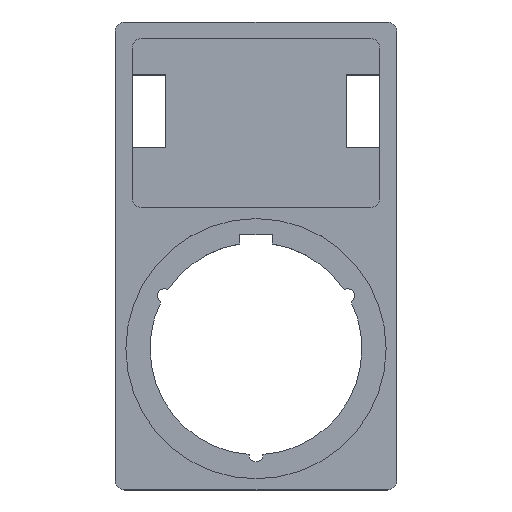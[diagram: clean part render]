
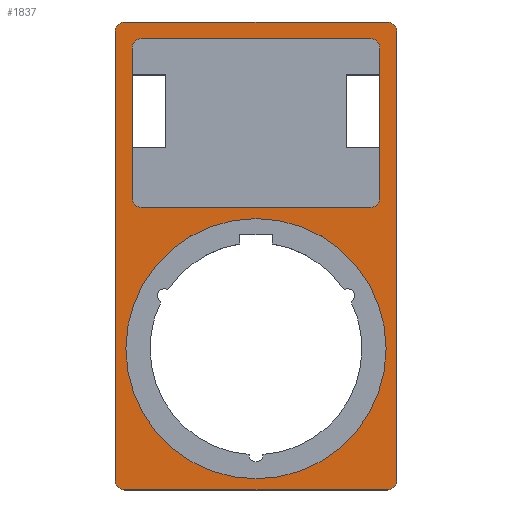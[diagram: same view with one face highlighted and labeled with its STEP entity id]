
A CAD part, top view. The second image highlights one B-rep face of the part: STEP entity #1837.
In plain terms, the highlighted planar face has unit normal (0, 0, 1).
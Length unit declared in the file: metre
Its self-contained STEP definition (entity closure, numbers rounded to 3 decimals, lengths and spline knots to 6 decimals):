
#728=CARTESIAN_POINT('',(0.,-0.009975,0.00312));
#729=DIRECTION('',(0.,0.,-1.));
#730=DIRECTION('',(1.,0.,0.));
#731=AXIS2_PLACEMENT_3D('',#728,#729,#730);
#736=CARTESIAN_POINT('',(0.,-0.009975,0.00312));
#737=DIRECTION('',(0.,0.,-1.));
#738=DIRECTION('',(-1.,0.,0.));
#739=AXIS2_PLACEMENT_3D('',#736,#737,#738);
#744=CARTESIAN_POINT('',(0.012325,0.022375,0.00312));
#745=DIRECTION('',(0.,0.,-1.));
#746=DIRECTION('',(0.,1.,0.));
#747=AXIS2_PLACEMENT_3D('',#744,#745,#746);
#752=DIRECTION('',(1.,0.,0.));
#753=VECTOR('',#752,0.02465);
#754=CARTESIAN_POINT('',(-0.012325,0.023375,0.00312));
#755=LINE('',#754,#753);
#759=CARTESIAN_POINT('',(-0.012325,0.022375,0.00312));
#760=DIRECTION('',(0.,0.,-1.));
#761=DIRECTION('',(-1.,0.,0.));
#762=AXIS2_PLACEMENT_3D('',#759,#760,#761);
#767=DIRECTION('',(0.,1.,0.));
#768=VECTOR('',#767,0.01615);
#769=CARTESIAN_POINT('',(-0.013325,0.006225,0.00312));
#770=LINE('',#769,#768);
#774=CARTESIAN_POINT('',(-0.012325,0.006225,0.00312));
#775=DIRECTION('',(0.,0.,-1.));
#776=DIRECTION('',(0.,-1.,0.));
#777=AXIS2_PLACEMENT_3D('',#774,#775,#776);
#782=DIRECTION('',(-1.,0.,0.));
#783=VECTOR('',#782,0.02465);
#784=CARTESIAN_POINT('',(0.012325,0.005225,0.00312));
#785=LINE('',#784,#783);
#789=CARTESIAN_POINT('',(0.012325,0.006225,0.00312));
#790=DIRECTION('',(0.,0.,-1.));
#791=DIRECTION('',(1.,0.,0.));
#792=AXIS2_PLACEMENT_3D('',#789,#790,#791);
#797=DIRECTION('',(0.,-1.,0.));
#798=VECTOR('',#797,0.01615);
#799=CARTESIAN_POINT('',(0.013325,0.022375,0.00312));
#800=LINE('',#799,#798);
#804=CARTESIAN_POINT('',(-0.014125,0.024175,0.00312));
#805=DIRECTION('',(0.,0.,1.));
#806=DIRECTION('',(0.,1.,0.));
#807=AXIS2_PLACEMENT_3D('',#804,#805,#806);
#812=DIRECTION('',(-1.,0.,0.));
#813=VECTOR('',#812,0.02825);
#814=CARTESIAN_POINT('',(0.014125,0.025175,0.00312));
#815=LINE('',#814,#813);
#819=CARTESIAN_POINT('',(0.014125,0.024175,0.00312));
#820=DIRECTION('',(0.,0.,1.));
#821=DIRECTION('',(1.,0.,0.));
#822=AXIS2_PLACEMENT_3D('',#819,#820,#821);
#827=DIRECTION('',(0.,1.,0.));
#828=VECTOR('',#827,0.04835);
#829=CARTESIAN_POINT('',(0.015125,-0.024175,0.00312));
#830=LINE('',#829,#828);
#834=CARTESIAN_POINT('',(0.014125,-0.024175,0.00312));
#835=DIRECTION('',(0.,0.,1.));
#836=DIRECTION('',(0.,-1.,0.));
#837=AXIS2_PLACEMENT_3D('',#834,#835,#836);
#842=DIRECTION('',(1.,0.,0.));
#843=VECTOR('',#842,0.02825);
#844=CARTESIAN_POINT('',(-0.014125,-0.025175,0.00312));
#845=LINE('',#844,#843);
#849=CARTESIAN_POINT('',(-0.014125,-0.024175,0.00312));
#850=DIRECTION('',(0.,0.,1.));
#851=DIRECTION('',(-1.,0.,0.));
#852=AXIS2_PLACEMENT_3D('',#849,#850,#851);
#857=DIRECTION('',(0.,-1.,0.));
#858=VECTOR('',#857,0.04835);
#859=CARTESIAN_POINT('',(-0.015125,0.024175,0.00312));
#860=LINE('',#859,#858);
#1264=CARTESIAN_POINT('',(0.013325,0.022375,0.00312));
#1265=CARTESIAN_POINT('',(0.013325,0.006225,0.00312));
#1266=VERTEX_POINT('',#1264);
#1267=VERTEX_POINT('',#1265);
#1268=CARTESIAN_POINT('',(-0.013325,0.006225,0.00312));
#1269=CARTESIAN_POINT('',(-0.013325,0.022375,0.00312));
#1270=VERTEX_POINT('',#1268);
#1271=VERTEX_POINT('',#1269);
#1288=CARTESIAN_POINT('',(-0.014125,0.025175,0.00312));
#1289=CARTESIAN_POINT('',(-0.015125,0.024175,0.00312));
#1290=VERTEX_POINT('',#1288);
#1291=VERTEX_POINT('',#1289);
#1292=CARTESIAN_POINT('',(-0.015125,-0.024175,0.00312));
#1293=VERTEX_POINT('',#1292);
#1294=CARTESIAN_POINT('',(-0.014125,-0.025175,0.00312));
#1295=VERTEX_POINT('',#1294);
#1296=CARTESIAN_POINT('',(0.014125,-0.025175,0.00312));
#1297=VERTEX_POINT('',#1296);
#1298=CARTESIAN_POINT('',(0.015125,-0.024175,0.00312));
#1299=VERTEX_POINT('',#1298);
#1300=CARTESIAN_POINT('',(0.015125,0.024175,0.00312));
#1301=VERTEX_POINT('',#1300);
#1302=CARTESIAN_POINT('',(0.014125,0.025175,0.00312));
#1303=VERTEX_POINT('',#1302);
#1354=CARTESIAN_POINT('',(0.012325,0.023375,0.00312));
#1355=VERTEX_POINT('',#1354);
#1358=CARTESIAN_POINT('',(-0.012325,0.023375,0.00312));
#1359=VERTEX_POINT('',#1358);
#1360=CARTESIAN_POINT('',(0.012325,0.005225,0.00312));
#1361=VERTEX_POINT('',#1360);
#1366=CARTESIAN_POINT('',(-0.012325,0.005225,0.00312));
#1367=VERTEX_POINT('',#1366);
#1393=CARTESIAN_POINT('',(-0.014,-0.009975,0.00312));
#1395=VERTEX_POINT('',#1393);
#1397=CARTESIAN_POINT('',(0.014,-0.009975,0.00312));
#1399=VERTEX_POINT('',#1397);
#1792=CARTESIAN_POINT('',(-0.014125,0.024175,0.00312));
#1793=DIRECTION('',(0.,0.,1.));
#1794=DIRECTION('',(1.,0.,0.));
#1795=AXIS2_PLACEMENT_3D('',#1792,#1793,#1794);
#1796=PLANE('',#1795);
#1798=ORIENTED_EDGE('',*,*,#1797,.F.);
#1800=ORIENTED_EDGE('',*,*,#1799,.F.);
#1802=ORIENTED_EDGE('',*,*,#1801,.F.);
#1804=ORIENTED_EDGE('',*,*,#1803,.F.);
#1806=ORIENTED_EDGE('',*,*,#1805,.F.);
#1808=ORIENTED_EDGE('',*,*,#1807,.F.);
#1810=ORIENTED_EDGE('',*,*,#1809,.F.);
#1812=ORIENTED_EDGE('',*,*,#1811,.F.);
#1813=EDGE_LOOP('',(#1798,#1800,#1802,#1804,#1806,#1808,#1810,#1812));
#1814=FACE_OUTER_BOUND('',#1813,.F.);
#1816=ORIENTED_EDGE('',*,*,#1815,.F.);
#1818=ORIENTED_EDGE('',*,*,#1817,.F.);
#1820=ORIENTED_EDGE('',*,*,#1819,.F.);
#1822=ORIENTED_EDGE('',*,*,#1821,.F.);
#1824=ORIENTED_EDGE('',*,*,#1823,.F.);
#1826=ORIENTED_EDGE('',*,*,#1825,.F.);
#1828=ORIENTED_EDGE('',*,*,#1827,.F.);
#1830=ORIENTED_EDGE('',*,*,#1829,.F.);
#1831=EDGE_LOOP('',(#1816,#1818,#1820,#1822,#1824,#1826,#1828,#1830));
#1832=FACE_BOUND('',#1831,.F.);
#1833=ORIENTED_EDGE('',*,*,#1779,.F.);
#1834=ORIENTED_EDGE('',*,*,#1758,.F.);
#1835=EDGE_LOOP('',(#1833,#1834));
#1836=FACE_BOUND('',#1835,.F.);
#732=CIRCLE('',#731,0.014);
#740=CIRCLE('',#739,0.014);
#748=CIRCLE('',#747,0.001);
#763=CIRCLE('',#762,0.001);
#778=CIRCLE('',#777,0.001);
#793=CIRCLE('',#792,0.001);
#808=CIRCLE('',#807,0.001);
#823=CIRCLE('',#822,0.001);
#838=CIRCLE('',#837,0.001);
#853=CIRCLE('',#852,0.001);
#1758=EDGE_CURVE('',#1395,#1399,#740,.T.);
#1779=EDGE_CURVE('',#1399,#1395,#732,.T.);
#1797=EDGE_CURVE('',#1290,#1291,#808,.T.);
#1799=EDGE_CURVE('',#1303,#1290,#815,.T.);
#1801=EDGE_CURVE('',#1301,#1303,#823,.T.);
#1803=EDGE_CURVE('',#1299,#1301,#830,.T.);
#1805=EDGE_CURVE('',#1297,#1299,#838,.T.);
#1807=EDGE_CURVE('',#1295,#1297,#845,.T.);
#1809=EDGE_CURVE('',#1293,#1295,#853,.T.);
#1811=EDGE_CURVE('',#1291,#1293,#860,.T.);
#1815=EDGE_CURVE('',#1355,#1266,#748,.T.);
#1817=EDGE_CURVE('',#1359,#1355,#755,.T.);
#1819=EDGE_CURVE('',#1271,#1359,#763,.T.);
#1821=EDGE_CURVE('',#1270,#1271,#770,.T.);
#1823=EDGE_CURVE('',#1367,#1270,#778,.T.);
#1825=EDGE_CURVE('',#1361,#1367,#785,.T.);
#1827=EDGE_CURVE('',#1267,#1361,#793,.T.);
#1829=EDGE_CURVE('',#1266,#1267,#800,.T.);
#1837=ADVANCED_FACE('',(#1814,#1832,#1836),#1796,.T.);
